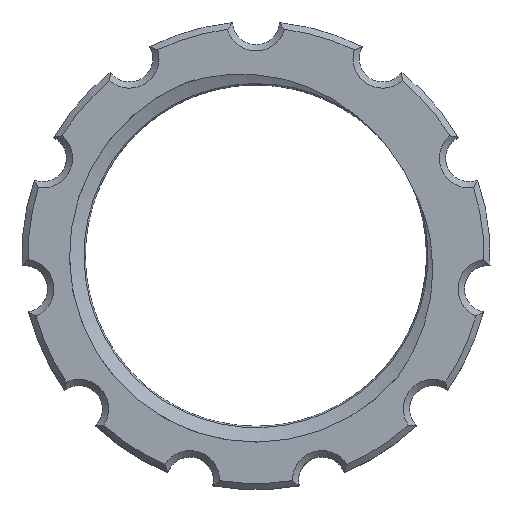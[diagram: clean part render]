
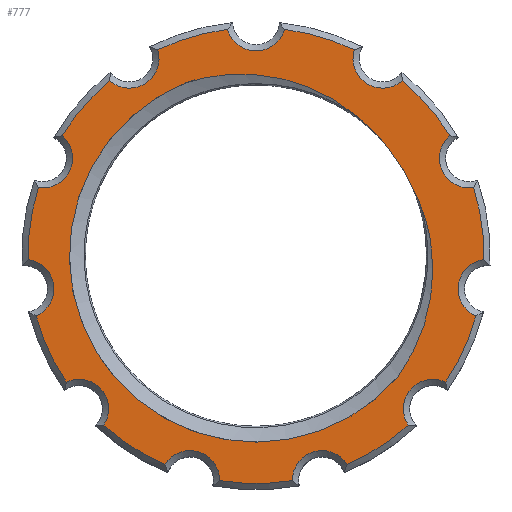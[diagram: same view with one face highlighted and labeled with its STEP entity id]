
A CAD part, top view. The second image highlights one B-rep face of the part: STEP entity #777.
In plain terms, the highlighted planar face has unit normal (0, 0, 1).
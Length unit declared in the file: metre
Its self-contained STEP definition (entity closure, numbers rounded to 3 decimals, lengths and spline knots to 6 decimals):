
#35=PLANE('',#883);
#78=CIRCLE('',#877,0.01195);
#82=CIRCLE('',#884,0.0019);
#83=CIRCLE('',#885,0.0146);
#84=CIRCLE('',#886,0.0019);
#85=CIRCLE('',#887,0.0146);
#86=CIRCLE('',#888,0.0019);
#87=CIRCLE('',#889,0.0146);
#88=CIRCLE('',#890,0.0019);
#89=CIRCLE('',#891,0.0146);
#90=CIRCLE('',#892,0.0019);
#91=CIRCLE('',#893,0.0146);
#92=CIRCLE('',#894,0.0019);
#93=CIRCLE('',#895,0.0146);
#94=CIRCLE('',#896,0.0019);
#95=CIRCLE('',#897,0.0146);
#96=CIRCLE('',#898,0.0019);
#97=CIRCLE('',#899,0.0146);
#98=CIRCLE('',#900,0.0019);
#99=CIRCLE('',#901,0.0146);
#100=CIRCLE('',#902,0.0019);
#101=CIRCLE('',#903,0.0146);
#102=CIRCLE('',#904,0.0019);
#103=CIRCLE('',#905,0.0146);
#305=ORIENTED_EDGE('',*,*,#497,.T.);
#306=ORIENTED_EDGE('',*,*,#498,.T.);
#307=ORIENTED_EDGE('',*,*,#499,.T.);
#308=ORIENTED_EDGE('',*,*,#500,.T.);
#309=ORIENTED_EDGE('',*,*,#501,.T.);
#310=ORIENTED_EDGE('',*,*,#502,.T.);
#311=ORIENTED_EDGE('',*,*,#503,.T.);
#312=ORIENTED_EDGE('',*,*,#504,.T.);
#313=ORIENTED_EDGE('',*,*,#505,.T.);
#314=ORIENTED_EDGE('',*,*,#506,.T.);
#315=ORIENTED_EDGE('',*,*,#507,.T.);
#316=ORIENTED_EDGE('',*,*,#508,.T.);
#317=ORIENTED_EDGE('',*,*,#509,.T.);
#318=ORIENTED_EDGE('',*,*,#510,.T.);
#319=ORIENTED_EDGE('',*,*,#511,.T.);
#320=ORIENTED_EDGE('',*,*,#512,.T.);
#321=ORIENTED_EDGE('',*,*,#513,.T.);
#322=ORIENTED_EDGE('',*,*,#514,.T.);
#323=ORIENTED_EDGE('',*,*,#515,.T.);
#324=ORIENTED_EDGE('',*,*,#516,.T.);
#325=ORIENTED_EDGE('',*,*,#517,.T.);
#326=ORIENTED_EDGE('',*,*,#518,.T.);
#327=ORIENTED_EDGE('',*,*,#425,.F.);
#328=ORIENTED_EDGE('',*,*,#493,.T.);
#329=ORIENTED_EDGE('',*,*,#421,.F.);
#330=ORIENTED_EDGE('',*,*,#428,.F.);
#421=EDGE_CURVE('',#543,#544,#616,.T.);
#425=EDGE_CURVE('',#547,#548,#618,.T.);
#428=EDGE_CURVE('',#548,#543,#620,.T.);
#493=EDGE_CURVE('',#547,#544,#78,.F.);
#497=EDGE_CURVE('',#593,#594,#82,.F.);
#498=EDGE_CURVE('',#594,#595,#83,.T.);
#499=EDGE_CURVE('',#595,#596,#84,.F.);
#500=EDGE_CURVE('',#596,#597,#85,.T.);
#501=EDGE_CURVE('',#597,#598,#86,.F.);
#502=EDGE_CURVE('',#598,#599,#87,.T.);
#503=EDGE_CURVE('',#599,#600,#88,.F.);
#504=EDGE_CURVE('',#600,#601,#89,.T.);
#505=EDGE_CURVE('',#601,#602,#90,.F.);
#506=EDGE_CURVE('',#602,#603,#91,.T.);
#507=EDGE_CURVE('',#603,#604,#92,.F.);
#508=EDGE_CURVE('',#604,#605,#93,.T.);
#509=EDGE_CURVE('',#605,#606,#94,.F.);
#510=EDGE_CURVE('',#606,#607,#95,.T.);
#511=EDGE_CURVE('',#607,#608,#96,.F.);
#512=EDGE_CURVE('',#608,#609,#97,.T.);
#513=EDGE_CURVE('',#609,#610,#98,.F.);
#514=EDGE_CURVE('',#610,#611,#99,.T.);
#515=EDGE_CURVE('',#611,#612,#100,.F.);
#516=EDGE_CURVE('',#612,#613,#101,.T.);
#517=EDGE_CURVE('',#613,#614,#102,.F.);
#518=EDGE_CURVE('',#614,#593,#103,.T.);
#543=VERTEX_POINT('',#1357);
#544=VERTEX_POINT('',#1363);
#547=VERTEX_POINT('',#1652);
#548=VERTEX_POINT('',#1658);
#593=VERTEX_POINT('',#2032);
#594=VERTEX_POINT('',#2033);
#595=VERTEX_POINT('',#2035);
#596=VERTEX_POINT('',#2037);
#597=VERTEX_POINT('',#2039);
#598=VERTEX_POINT('',#2041);
#599=VERTEX_POINT('',#2043);
#600=VERTEX_POINT('',#2045);
#601=VERTEX_POINT('',#2047);
#602=VERTEX_POINT('',#2049);
#603=VERTEX_POINT('',#2051);
#604=VERTEX_POINT('',#2053);
#605=VERTEX_POINT('',#2055);
#606=VERTEX_POINT('',#2057);
#607=VERTEX_POINT('',#2059);
#608=VERTEX_POINT('',#2061);
#609=VERTEX_POINT('',#2063);
#610=VERTEX_POINT('',#2065);
#611=VERTEX_POINT('',#2067);
#612=VERTEX_POINT('',#2069);
#613=VERTEX_POINT('',#2071);
#614=VERTEX_POINT('',#2073);
#616=B_SPLINE_CURVE_WITH_KNOTS('',3,(#1358,#1359,#1360,#1361,#1362),
 .UNSPECIFIED.,.F.,.F.,(4,1,4),(0.,0.005818,0.011635),
 .UNSPECIFIED.);
#618=B_SPLINE_CURVE_WITH_KNOTS('',3,(#1653,#1654,#1655,#1656,#1657),
 .UNSPECIFIED.,.F.,.F.,(4,1,4),(0.004151,0.009986,
0.015821),.UNSPECIFIED.);
#620=B_SPLINE_CURVE_WITH_KNOTS('',3,(#1889,#1890,#1891,#1892,#1893),
 .UNSPECIFIED.,.F.,.F.,(4,1,4),(0.,0.003494,0.006989),
 .UNSPECIFIED.);
#671=EDGE_LOOP('',(#305,#306,#307,#308,#309,#310,#311,#312,#313,#314,#315,
#316,#317,#318,#319,#320,#321,#322,#323,#324,#325,#326));
#672=EDGE_LOOP('',(#327,#328,#329,#330));
#723=FACE_BOUND('',#671,.T.);
#724=FACE_BOUND('',#672,.T.);
#777=ADVANCED_FACE('',(#723,#724),#35,.T.);
#877=AXIS2_PLACEMENT_3D('',#2024,#1080,#1081);
#883=AXIS2_PLACEMENT_3D('',#2030,#1092,#1093);
#884=AXIS2_PLACEMENT_3D('',#2031,#1094,#1095);
#885=AXIS2_PLACEMENT_3D('',#2034,#1096,#1097);
#886=AXIS2_PLACEMENT_3D('',#2036,#1098,#1099);
#887=AXIS2_PLACEMENT_3D('',#2038,#1100,#1101);
#888=AXIS2_PLACEMENT_3D('',#2040,#1102,#1103);
#889=AXIS2_PLACEMENT_3D('',#2042,#1104,#1105);
#890=AXIS2_PLACEMENT_3D('',#2044,#1106,#1107);
#891=AXIS2_PLACEMENT_3D('',#2046,#1108,#1109);
#892=AXIS2_PLACEMENT_3D('',#2048,#1110,#1111);
#893=AXIS2_PLACEMENT_3D('',#2050,#1112,#1113);
#894=AXIS2_PLACEMENT_3D('',#2052,#1114,#1115);
#895=AXIS2_PLACEMENT_3D('',#2054,#1116,#1117);
#896=AXIS2_PLACEMENT_3D('',#2056,#1118,#1119);
#897=AXIS2_PLACEMENT_3D('',#2058,#1120,#1121);
#898=AXIS2_PLACEMENT_3D('',#2060,#1122,#1123);
#899=AXIS2_PLACEMENT_3D('',#2062,#1124,#1125);
#900=AXIS2_PLACEMENT_3D('',#2064,#1126,#1127);
#901=AXIS2_PLACEMENT_3D('',#2066,#1128,#1129);
#902=AXIS2_PLACEMENT_3D('',#2068,#1130,#1131);
#903=AXIS2_PLACEMENT_3D('',#2070,#1132,#1133);
#904=AXIS2_PLACEMENT_3D('',#2072,#1134,#1135);
#905=AXIS2_PLACEMENT_3D('',#2074,#1136,#1137);
#1080=DIRECTION('',(0.,0.,1.));
#1081=DIRECTION('',(1.,0.,0.));
#1092=DIRECTION('',(0.,0.,1.));
#1093=DIRECTION('',(1.,0.,0.));
#1094=DIRECTION('',(0.,0.,1.));
#1095=DIRECTION('',(1.,0.,0.));
#1096=DIRECTION('',(0.,0.,1.));
#1097=DIRECTION('',(1.,0.,0.));
#1098=DIRECTION('',(0.,0.,1.));
#1099=DIRECTION('',(1.,0.,0.));
#1100=DIRECTION('',(0.,0.,1.));
#1101=DIRECTION('',(1.,0.,0.));
#1102=DIRECTION('',(0.,0.,1.));
#1103=DIRECTION('',(1.,0.,0.));
#1104=DIRECTION('',(0.,0.,1.));
#1105=DIRECTION('',(1.,0.,0.));
#1106=DIRECTION('',(0.,0.,1.));
#1107=DIRECTION('',(1.,0.,0.));
#1108=DIRECTION('',(0.,0.,1.));
#1109=DIRECTION('',(1.,0.,0.));
#1110=DIRECTION('',(0.,0.,1.));
#1111=DIRECTION('',(1.,0.,0.));
#1112=DIRECTION('',(0.,0.,1.));
#1113=DIRECTION('',(1.,0.,0.));
#1114=DIRECTION('',(0.,0.,1.));
#1115=DIRECTION('',(1.,0.,0.));
#1116=DIRECTION('',(0.,0.,1.));
#1117=DIRECTION('',(1.,0.,0.));
#1118=DIRECTION('',(0.,0.,1.));
#1119=DIRECTION('',(1.,0.,0.));
#1120=DIRECTION('',(0.,0.,1.));
#1121=DIRECTION('',(1.,0.,0.));
#1122=DIRECTION('',(0.,0.,1.));
#1123=DIRECTION('',(1.,0.,0.));
#1124=DIRECTION('',(0.,0.,1.));
#1125=DIRECTION('',(1.,0.,0.));
#1126=DIRECTION('',(0.,0.,1.));
#1127=DIRECTION('',(1.,0.,0.));
#1128=DIRECTION('',(0.,0.,1.));
#1129=DIRECTION('',(1.,0.,0.));
#1130=DIRECTION('',(0.,0.,1.));
#1131=DIRECTION('',(1.,0.,0.));
#1132=DIRECTION('',(0.,0.,1.));
#1133=DIRECTION('',(1.,0.,0.));
#1134=DIRECTION('',(0.,0.,1.));
#1135=DIRECTION('',(1.,0.,0.));
#1136=DIRECTION('',(0.,0.,1.));
#1137=DIRECTION('',(1.,0.,0.));
#1357=CARTESIAN_POINT('',(0.006427,0.008949,-0.002));
#1358=CARTESIAN_POINT('',(0.006427,0.008949,-0.002));
#1359=CARTESIAN_POINT('',(0.00493,0.010216,-0.002));
#1360=CARTESIAN_POINT('',(0.001306,0.011904,-0.002));
#1361=CARTESIAN_POINT('',(-0.002707,0.011653,-0.002));
#1362=CARTESIAN_POINT('',(-0.004546,0.011052,-0.002));
#1363=CARTESIAN_POINT('',(-0.004546,0.011052,-0.002));
#1652=CARTESIAN_POINT('',(0.009101,-0.007744,-0.002));
#1653=CARTESIAN_POINT('',(0.009101,-0.007744,-0.002));
#1654=CARTESIAN_POINT('',(0.010243,-0.006165,-0.002));
#1655=CARTESIAN_POINT('',(0.011714,-0.002437,-0.002));
#1656=CARTESIAN_POINT('',(0.011249,0.001549,-0.002));
#1657=CARTESIAN_POINT('',(0.010492,0.003363,-0.002));
#1658=CARTESIAN_POINT('',(0.010492,0.003363,-0.002));
#1889=CARTESIAN_POINT('',(0.010492,0.003363,-0.002));
#1890=CARTESIAN_POINT('',(0.010043,0.004438,-0.002));
#1891=CARTESIAN_POINT('',(0.008977,0.006529,-0.002));
#1892=CARTESIAN_POINT('',(0.007316,0.008197,-0.002));
#1893=CARTESIAN_POINT('',(0.006427,0.008949,-0.002));
#2024=CARTESIAN_POINT('',(0.,0.,-0.002));
#2030=CARTESIAN_POINT('',(0.,0.,-0.002));
#2031=CARTESIAN_POINT('',(0.00811,0.012619,-0.002));
#2032=CARTESIAN_POINT('',(0.00937,0.011197,-0.002));
#2033=CARTESIAN_POINT('',(0.006293,0.013174,-0.002));
#2034=CARTESIAN_POINT('',(0.,0.,-0.002));
#2035=CARTESIAN_POINT('',(0.001829,0.014485,-0.002));
#2036=CARTESIAN_POINT('',(0.,0.015,-0.002));
#2037=CARTESIAN_POINT('',(-0.001829,0.014485,-0.002));
#2038=CARTESIAN_POINT('',(0.,0.,-0.002));
#2039=CARTESIAN_POINT('',(-0.006293,0.013174,-0.002));
#2040=CARTESIAN_POINT('',(-0.00811,0.012619,-0.002));
#2041=CARTESIAN_POINT('',(-0.00937,0.011197,-0.002));
#2042=CARTESIAN_POINT('',(0.,0.,-0.002));
#2043=CARTESIAN_POINT('',(-0.012416,0.007681,-0.002));
#2044=CARTESIAN_POINT('',(-0.013644,0.006231,-0.002));
#2045=CARTESIAN_POINT('',(-0.013936,0.004354,-0.002));
#2046=CARTESIAN_POINT('',(0.,0.,-0.002));
#2047=CARTESIAN_POINT('',(-0.014598,-0.000251,-0.002));
#2048=CARTESIAN_POINT('',(-0.014847,-0.002135,-0.002));
#2049=CARTESIAN_POINT('',(-0.014077,-0.003872,-0.002));
#2050=CARTESIAN_POINT('',(0.,0.,-0.002));
#2051=CARTESIAN_POINT('',(-0.012145,-0.008103,-0.002));
#2052=CARTESIAN_POINT('',(-0.011336,-0.009823,-0.002));
#2053=CARTESIAN_POINT('',(-0.009749,-0.010868,-0.002));
#2054=CARTESIAN_POINT('',(0.,0.,-0.002));
#2055=CARTESIAN_POINT('',(-0.005836,-0.013383,-0.002));
#2056=CARTESIAN_POINT('',(-0.004226,-0.014392,-0.002));
#2057=CARTESIAN_POINT('',(-0.002326,-0.014414,-0.002));
#2058=CARTESIAN_POINT('',(0.,0.,-0.002));
#2059=CARTESIAN_POINT('',(0.002326,-0.014414,-0.002));
#2060=CARTESIAN_POINT('',(0.004226,-0.014392,-0.002));
#2061=CARTESIAN_POINT('',(0.005836,-0.013383,-0.002));
#2062=CARTESIAN_POINT('',(0.,0.,-0.002));
#2063=CARTESIAN_POINT('',(0.009749,-0.010868,-0.002));
#2064=CARTESIAN_POINT('',(0.011336,-0.009823,-0.002));
#2065=CARTESIAN_POINT('',(0.012145,-0.008103,-0.002));
#2066=CARTESIAN_POINT('',(0.,0.,-0.002));
#2067=CARTESIAN_POINT('',(0.014077,-0.003872,-0.002));
#2068=CARTESIAN_POINT('',(0.014847,-0.002135,-0.002));
#2069=CARTESIAN_POINT('',(0.014598,-0.000251,-0.002));
#2070=CARTESIAN_POINT('',(0.,0.,-0.002));
#2071=CARTESIAN_POINT('',(0.013936,0.004354,-0.002));
#2072=CARTESIAN_POINT('',(0.013644,0.006231,-0.002));
#2073=CARTESIAN_POINT('',(0.012416,0.007681,-0.002));
#2074=CARTESIAN_POINT('',(0.,0.,-0.002));
